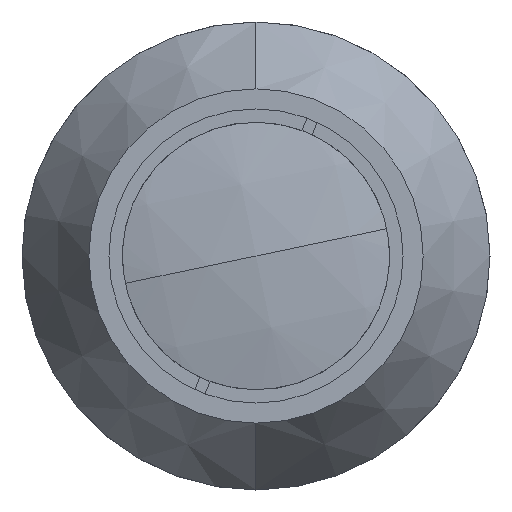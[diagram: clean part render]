
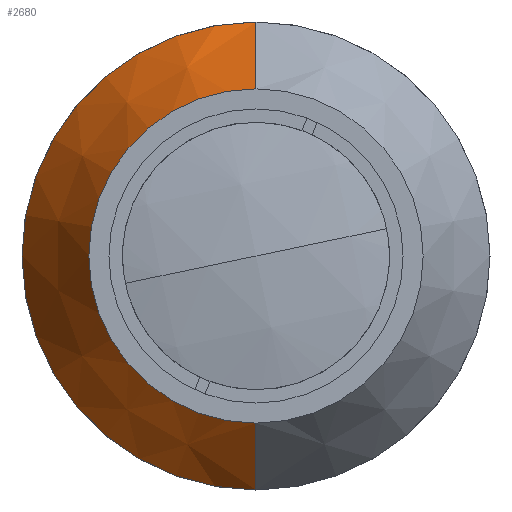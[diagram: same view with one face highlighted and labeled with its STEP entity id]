
A CAD part, left-side view. The second image highlights one B-rep face of the part: STEP entity #2680.
In plain terms, the highlighted conical face has half-angle 30 degrees and reference radius 21 mm.
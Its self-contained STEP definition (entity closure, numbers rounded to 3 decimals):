
#10 = VERTEX_POINT ( 'NONE', #2865 ) ;
#258 = DIRECTION ( 'NONE',  ( 0., 0., 1. ) ) ;
#334 = ORIENTED_EDGE ( 'NONE', *, *, #963, .T. ) ;
#620 = ORIENTED_EDGE ( 'NONE', *, *, #4602, .F. ) ;
#733 = CARTESIAN_POINT ( 'NONE',  ( 25.392, 0., 21. ) ) ;
#756 = EDGE_CURVE ( 'NONE', #10, #1747, #4422, .T. ) ;
#767 = ORIENTED_EDGE ( 'NONE', *, *, #2204, .T. ) ;
#883 = LINE ( 'NONE', #2727, #3431 ) ;
#937 = VERTEX_POINT ( 'NONE', #4447 ) ;
#955 = CARTESIAN_POINT ( 'NONE',  ( 15., 0., 0. ) ) ;
#963 = EDGE_CURVE ( 'NONE', #1655, #937, #1721, .T. ) ;
#1006 = EDGE_LOOP ( 'NONE', ( #2016, #767, #334, #620 ) ) ;
#1457 = AXIS2_PLACEMENT_3D ( 'NONE', #3761, #2998, #4367 ) ;
#1559 = CARTESIAN_POINT ( 'NONE',  ( 25.392, 0., 0. ) ) ;
#1635 = DIRECTION ( 'NONE',  ( -1., 0., 0. ) ) ;
#1655 = VERTEX_POINT ( 'NONE', #3279 ) ;
#1721 = CIRCLE ( 'NONE', #3900, 21. ) ;
#1747 = VERTEX_POINT ( 'NONE', #4175 ) ;
#2016 = ORIENTED_EDGE ( 'NONE', *, *, #756, .F. ) ;
#2204 = EDGE_CURVE ( 'NONE', #10, #1655, #2494, .T. ) ;
#2494 = LINE ( 'NONE', #733, #3709 ) ;
#2510 = CONICAL_SURFACE ( 'NONE', #1457, 21., 0.524 ) ;
#2680 = ADVANCED_FACE ( 'NONE', ( #2682 ), #2510, .T. ) ;
#2682 = FACE_OUTER_BOUND ( 'NONE', #1006, .T. ) ;
#2727 = CARTESIAN_POINT ( 'NONE',  ( 25.392, 0., -21. ) ) ;
#2865 = CARTESIAN_POINT ( 'NONE',  ( 15., 0., 15. ) ) ;
#2998 = DIRECTION ( 'NONE',  ( 1., 0., 0. ) ) ;
#3008 = DIRECTION ( 'NONE',  ( 0., 0., 1. ) ) ;
#3016 = AXIS2_PLACEMENT_3D ( 'NONE', #955, #1635, #258 ) ;
#3279 = CARTESIAN_POINT ( 'NONE',  ( 25.392, 0., 21. ) ) ;
#3303 = DIRECTION ( 'NONE',  ( 0.866, 0., 0.5 ) ) ;
#3336 = DIRECTION ( 'NONE',  ( -1., 0., 0. ) ) ;
#3380 = DIRECTION ( 'NONE',  ( 0.866, 0., -0.5 ) ) ;
#3431 = VECTOR ( 'NONE', #3380, 1000. ) ;
#3709 = VECTOR ( 'NONE', #3303, 1000. ) ;
#3761 = CARTESIAN_POINT ( 'NONE',  ( 25.392, 0., 0. ) ) ;
#3900 = AXIS2_PLACEMENT_3D ( 'NONE', #1559, #3336, #3008 ) ;
#4175 = CARTESIAN_POINT ( 'NONE',  ( 15., 0., -15. ) ) ;
#4367 = DIRECTION ( 'NONE',  ( 0., 0., -1. ) ) ;
#4422 = CIRCLE ( 'NONE', #3016, 15. ) ;
#4447 = CARTESIAN_POINT ( 'NONE',  ( 25.392, 0., -21. ) ) ;
#4602 = EDGE_CURVE ( 'NONE', #1747, #937, #883, .T. ) ;
